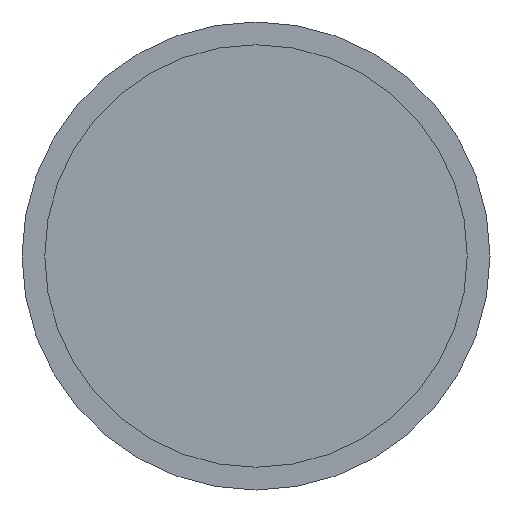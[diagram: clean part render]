
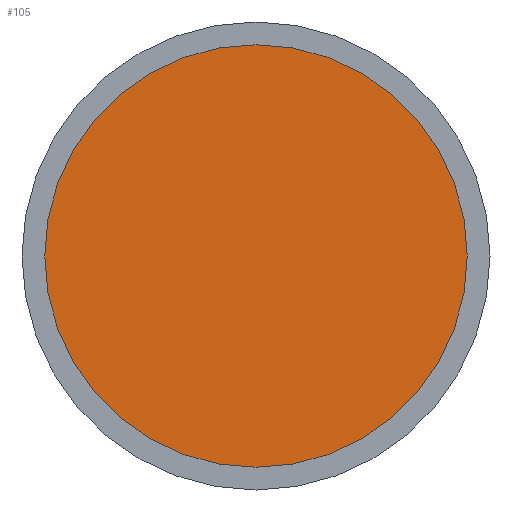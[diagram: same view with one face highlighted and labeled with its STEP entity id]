
A CAD part, front view. The second image highlights one B-rep face of the part: STEP entity #105.
In plain terms, the highlighted planar face has unit normal (0, -1, 0).
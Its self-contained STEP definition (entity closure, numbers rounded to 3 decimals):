
#105 = ADVANCED_FACE ( 'NONE', ( #362 ), #361, .T. ) ;
#106 = EDGE_LOOP ( 'NONE', ( #107, #108 ) ) ;
#107 = ORIENTED_EDGE ( 'NONE', *, *, #152, .T. ) ;
#108 = ORIENTED_EDGE ( 'NONE', *, *, #109, .T. ) ;
#109 = EDGE_CURVE ( 'NONE', #150, #112, #356, .T. ) ;
#112 = VERTEX_POINT ( 'NONE', #345 ) ;
#150 = VERTEX_POINT ( 'NONE', #223 ) ;
#152 = EDGE_CURVE ( 'NONE', #112, #150, #222, .T. ) ;
#218 = DIRECTION ( 'NONE',  ( 0., 0., -1. ) ) ;
#219 = DIRECTION ( 'NONE',  ( 0., -1., 0. ) ) ;
#220 = CARTESIAN_POINT ( 'NONE',  ( 0., 0., 0. ) ) ;
#221 = AXIS2_PLACEMENT_3D ( 'NONE', #220, #219, #218 ) ;
#222 = CIRCLE ( 'NONE', #221, 16.25 ) ;
#223 = CARTESIAN_POINT ( 'NONE',  ( 0., 0., 16.25 ) ) ;
#345 = CARTESIAN_POINT ( 'NONE',  ( 0., 0., -16.25 ) ) ;
#352 = DIRECTION ( 'NONE',  ( 0., 0., -1. ) ) ;
#353 = DIRECTION ( 'NONE',  ( 0., -1., 0. ) ) ;
#354 = CARTESIAN_POINT ( 'NONE',  ( 0., 0., 0. ) ) ;
#355 = AXIS2_PLACEMENT_3D ( 'NONE', #354, #353, #352 ) ;
#356 = CIRCLE ( 'NONE', #355, 16.25 ) ;
#357 = DIRECTION ( 'NONE',  ( 0., 0., -1. ) ) ;
#358 = DIRECTION ( 'NONE',  ( 0., -1., 0. ) ) ;
#359 = CARTESIAN_POINT ( 'NONE',  ( 16.25, 0., 0. ) ) ;
#360 = AXIS2_PLACEMENT_3D ( 'NONE', #359, #358, #357 ) ;
#361 = PLANE ( 'NONE',  #360 ) ;
#362 = FACE_OUTER_BOUND ( 'NONE', #106, .T. ) ;
